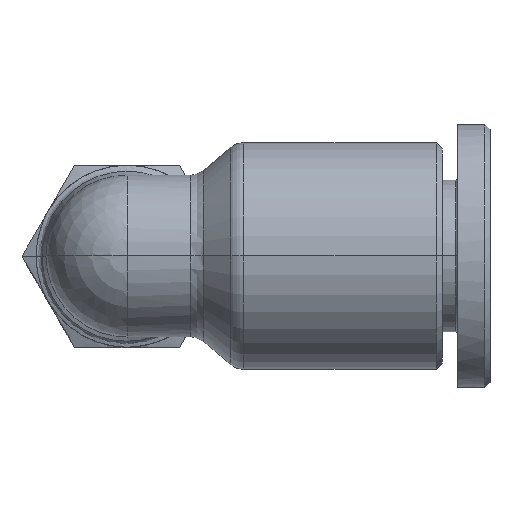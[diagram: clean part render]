
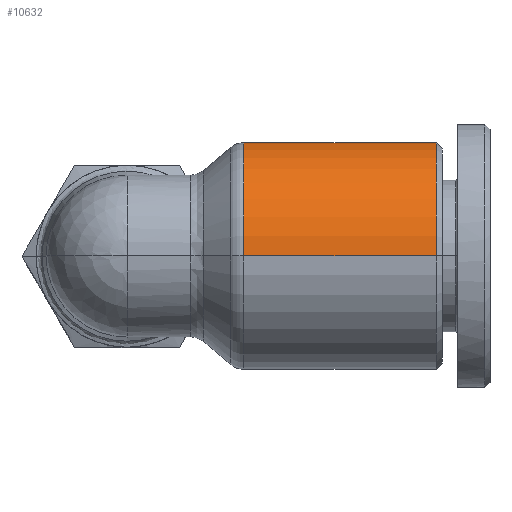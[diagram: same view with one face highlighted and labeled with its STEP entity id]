
A CAD part, top view. The second image highlights one B-rep face of the part: STEP entity #10632.
In plain terms, the highlighted cylindrical face has radius 5.6 mm (diameter 11.2 mm), a partial arc.
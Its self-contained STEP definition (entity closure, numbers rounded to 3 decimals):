
#176=CARTESIAN_POINT('',(0.265,0.,5.6));
#177=VERTEX_POINT('',#176);
#178=CARTESIAN_POINT('',(9.8,0.,5.6));
#179=VERTEX_POINT('',#178);
#180=CARTESIAN_POINT('',(0.265,0.,5.6));
#181=DIRECTION('',(1.0,0.0,0.0));
#182=VECTOR('',#181,9.535);
#183=LINE('',#180,#182);
#184=EDGE_CURVE('',#177,#179,#183,.T.);
#186=CARTESIAN_POINT('',(0.265,0.,-5.6));
#187=VERTEX_POINT('',#186);
#195=CARTESIAN_POINT('',(9.8,0.,-5.6));
#196=VERTEX_POINT('',#195);
#197=CARTESIAN_POINT('',(9.8,0.,-5.6));
#198=DIRECTION('',(-1.0,0.0,0.0));
#199=VECTOR('',#198,9.535);
#200=LINE('',#197,#199);
#201=EDGE_CURVE('',#196,#187,#200,.T.);
#243=CARTESIAN_POINT('',(0.265,0.,0.));
#244=DIRECTION('',(-1.0,0.0,0.0));
#245=DIRECTION('',(0.0,0.0,-1.0));
#246=AXIS2_PLACEMENT_3D('',#243,#244,#245);
#247=CIRCLE('',#246,5.6);
#248=EDGE_CURVE('',#177,#187,#247,.T.);
#1402=CARTESIAN_POINT('',(9.8,0.,0.));
#1403=DIRECTION('',(1.0,0.0,0.0));
#1404=DIRECTION('',(0.0,0.0,-1.0));
#1405=AXIS2_PLACEMENT_3D('',#1402,#1403,#1404);
#1406=CIRCLE('',#1405,5.6);
#1407=EDGE_CURVE('',#196,#179,#1406,.T.);
#10621=CARTESIAN_POINT('',(4.2,0.,0.));
#10622=DIRECTION('',(1.0,0.0,0.0));
#10623=DIRECTION('',(0.0,0.0,1.0));
#10624=AXIS2_PLACEMENT_3D('',#10621,#10622,#10623);
#10625=CYLINDRICAL_SURFACE('',#10624,5.6);
#10626=ORIENTED_EDGE('',*,*,#184,.T.);
#10627=ORIENTED_EDGE('',*,*,#1407,.F.);
#10628=ORIENTED_EDGE('',*,*,#201,.T.);
#10629=ORIENTED_EDGE('',*,*,#248,.F.);
#10630=EDGE_LOOP('',(#10626,#10627,#10628,#10629));
#10631=FACE_OUTER_BOUND('',#10630,.T.);
#10632=ADVANCED_FACE('',(#10631),#10625,.T.);
